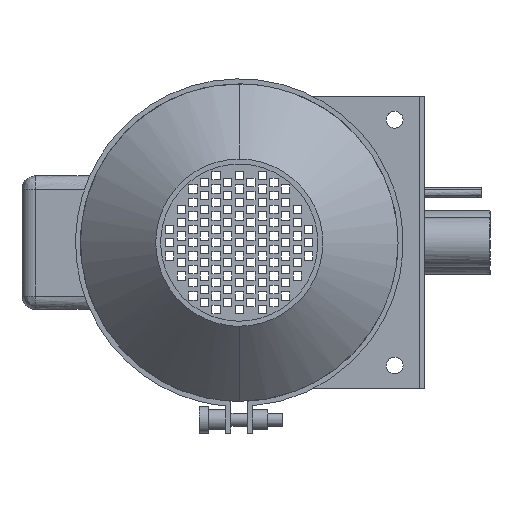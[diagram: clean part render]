
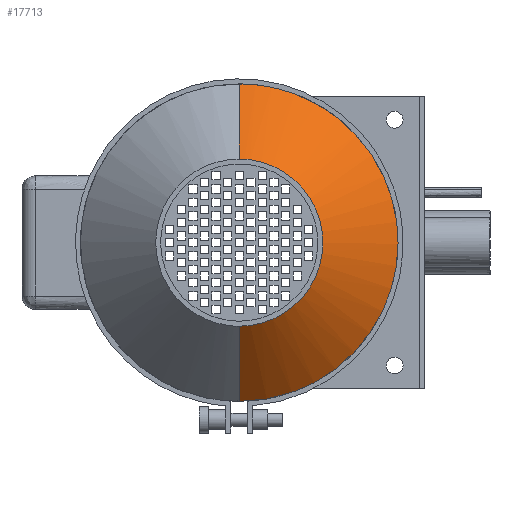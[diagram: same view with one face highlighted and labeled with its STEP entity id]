
A CAD part, left-side view. The second image highlights one B-rep face of the part: STEP entity #17713.
In plain terms, the highlighted free-form (B-spline) face has degree [2, 1] with [5, 2] control points.
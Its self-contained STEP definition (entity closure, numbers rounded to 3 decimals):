
#3767 = VERTEX_POINT('',#3768);
#3768 = CARTESIAN_POINT('',(21.522,0.,
    71.739));
#3769 = VERTEX_POINT('',#3770);
#3770 = CARTESIAN_POINT('',(21.522,0.,-71.739));
#3815 = EDGE_CURVE('',#3767,#3816,#3818,.T.);
#3816 = VERTEX_POINT('',#3817);
#3817 = CARTESIAN_POINT('',(86.087,0.,136.305));
#3818 = B_SPLINE_CURVE_WITH_KNOTS('',1,(#3819,#3820),.UNSPECIFIED.,.F.,
  .F.,(2,2),(-63.64,0.),
  .PIECEWISE_BEZIER_KNOTS.);
#3819 = CARTESIAN_POINT('',(21.522,0.,
    71.739));
#3820 = CARTESIAN_POINT('',(86.087,0.,
    136.305));
#3823 = VERTEX_POINT('',#3824);
#3824 = CARTESIAN_POINT('',(86.087,0.,
    -136.305));
#3832 = EDGE_CURVE('',#3769,#3823,#3833,.T.);
#3833 = B_SPLINE_CURVE_WITH_KNOTS('',1,(#3834,#3835),.UNSPECIFIED.,.F.,
  .F.,(2,2),(-63.64,0.),.PIECEWISE_BEZIER_KNOTS.);
#3834 = CARTESIAN_POINT('',(21.522,0.,-71.739));
#3835 = CARTESIAN_POINT('',(86.087,0.,-136.305));
#17472 = EDGE_CURVE('',#3823,#3816,#17473,.T.);
#17473 = ( BOUNDED_CURVE() B_SPLINE_CURVE(2,(#17474,#17475,#17476,#17477
,#17478),.UNSPECIFIED.,.F.,.F.) B_SPLINE_CURVE_WITH_KNOTS((3,2,3),(
    3.142,4.712,6.283),
.PIECEWISE_BEZIER_KNOTS.) CURVE() GEOMETRIC_REPRESENTATION_ITEM() 
RATIONAL_B_SPLINE_CURVE((1.,0.707,1.,0.707,1.)) 
REPRESENTATION_ITEM('') );
#17474 = CARTESIAN_POINT('',(86.087,0.,
    -136.305));
#17475 = CARTESIAN_POINT('',(86.087,-136.305,
    -136.305));
#17476 = CARTESIAN_POINT('',(86.087,-136.305,
    0.));
#17477 = CARTESIAN_POINT('',(86.087,-136.305,
    136.305));
#17478 = CARTESIAN_POINT('',(86.087,0.,
    136.305));
#17713 = ADVANCED_FACE('',(#17714),#17727,.T.);
#17714 = FACE_BOUND('',#17715,.T.);
#17715 = EDGE_LOOP('',(#17716,#17717,#17725,#17726));
#17716 = ORIENTED_EDGE('',*,*,#3815,.F.);
#17717 = ORIENTED_EDGE('',*,*,#17718,.F.);
#17718 = EDGE_CURVE('',#3769,#3767,#17719,.T.);
#17719 = ( BOUNDED_CURVE() B_SPLINE_CURVE(2,(#17720,#17721,#17722,#17723
,#17724),.UNSPECIFIED.,.F.,.F.) B_SPLINE_CURVE_WITH_KNOTS((3,2,3),(
    3.142,4.712,6.283),
.PIECEWISE_BEZIER_KNOTS.) CURVE() GEOMETRIC_REPRESENTATION_ITEM() 
RATIONAL_B_SPLINE_CURVE((1.,0.707,1.,0.707,1.)) 
REPRESENTATION_ITEM('') );
#17720 = CARTESIAN_POINT('',(21.522,0.,
    -71.739));
#17721 = CARTESIAN_POINT('',(21.522,-71.739,
    -71.739));
#17722 = CARTESIAN_POINT('',(21.522,-71.739,
    0.));
#17723 = CARTESIAN_POINT('',(21.522,-71.739,
    71.739));
#17724 = CARTESIAN_POINT('',(21.522,0.,
    71.739));
#17725 = ORIENTED_EDGE('',*,*,#3832,.T.);
#17726 = ORIENTED_EDGE('',*,*,#17472,.T.);
#17727 = ( BOUNDED_SURFACE() B_SPLINE_SURFACE(2,1,(
    (#17728,#17729)
    ,(#17730,#17731)
    ,(#17732,#17733)
    ,(#17734,#17735)
    ,(#17736,#17737
)),.UNSPECIFIED.,.F.,.F.,.F.) B_SPLINE_SURFACE_WITH_KNOTS((3,2,3),(2,2),
  (3.142,4.712,6.283),(-63.64,0.),
.PIECEWISE_BEZIER_KNOTS.) GEOMETRIC_REPRESENTATION_ITEM() 
RATIONAL_B_SPLINE_SURFACE((
    (1.,1.)
    ,(0.707,0.707)
    ,(1.,1.)
    ,(0.707,0.707)
,(1.,1.))) REPRESENTATION_ITEM('') SURFACE() );
#17728 = CARTESIAN_POINT('',(21.522,0.,
    71.739));
#17729 = CARTESIAN_POINT('',(86.087,0.,
    136.305));
#17730 = CARTESIAN_POINT('',(21.522,-71.739,
    71.739));
#17731 = CARTESIAN_POINT('',(86.087,-136.305,
    136.305));
#17732 = CARTESIAN_POINT('',(21.522,-71.739,
    0.));
#17733 = CARTESIAN_POINT('',(86.087,-136.305,
    0.));
#17734 = CARTESIAN_POINT('',(21.522,-71.739,
    -71.739));
#17735 = CARTESIAN_POINT('',(86.087,-136.305,
    -136.305));
#17736 = CARTESIAN_POINT('',(21.522,0.,
    -71.739));
#17737 = CARTESIAN_POINT('',(86.087,0.,
    -136.305));
